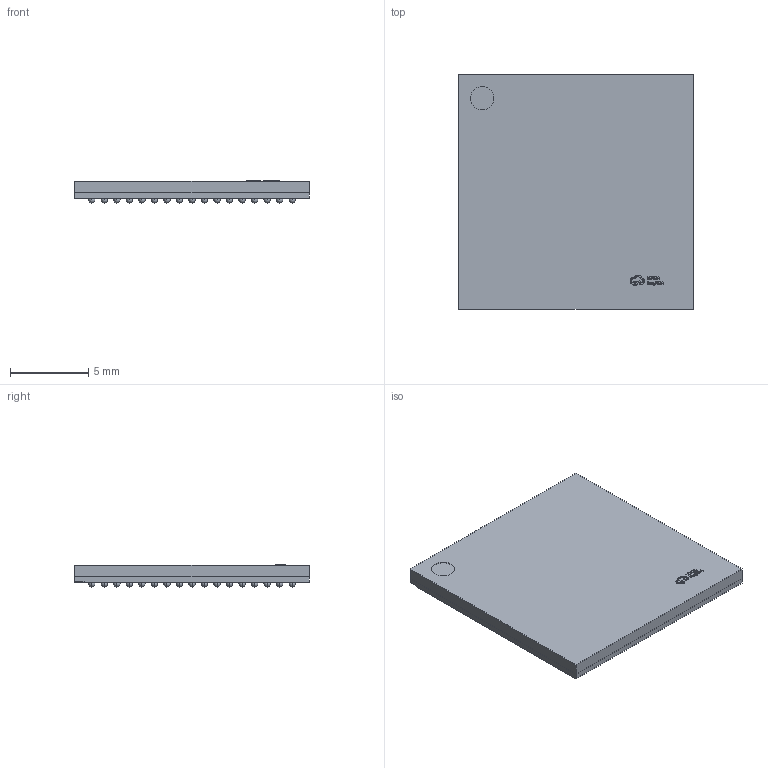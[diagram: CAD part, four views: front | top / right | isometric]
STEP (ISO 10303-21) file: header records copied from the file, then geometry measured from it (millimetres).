
FILE_DESCRIPTION (( 'STEP AP214' ), '1' );
FILE_NAME ('BGA-217_L15.0-W15.0-P0.80-TL_MICROCHIP_AT91.step', '2022-06-22T13:15:13', ( '' ), ( '' ), 'SwSTEP 2.0', 'SolidWorks 2020', '' );
FILE_SCHEMA (( 'AUTOMOTIVE_DESIGN' ));
Length unit declared in the file: millimetre
Products named in the file (1): BGA-217_L15.0-W15.0-P0.80-TL_MICROCHIP_AT91
Bounding box: 15 x 15 x 1.41 mm (x, y, z)
Volume: 253.5 mm3; surface area: 1027.8 mm2
Topology: 2 solids, 2 shells, 734 faces, 2760 edges, 1840 vertices
Faces by surface type: sphere 434, plane 186, bspline 112, cylinder 2
Entity records: 30149 total; most frequent: CARTESIAN_POINT 5703, DIRECTION 3565, ORIENTED_EDGE 3350, EDGE_CURVE 1675, AXIS2_PLACEMENT_3D 1495, VERTEX_POINT 1189, EDGE_LOOP 978, CIRCLE 872
